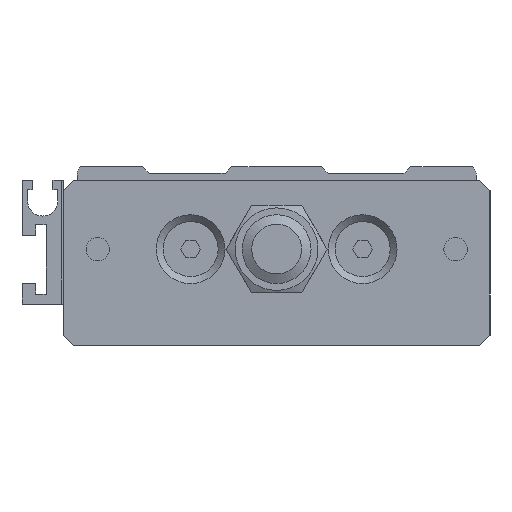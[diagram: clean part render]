
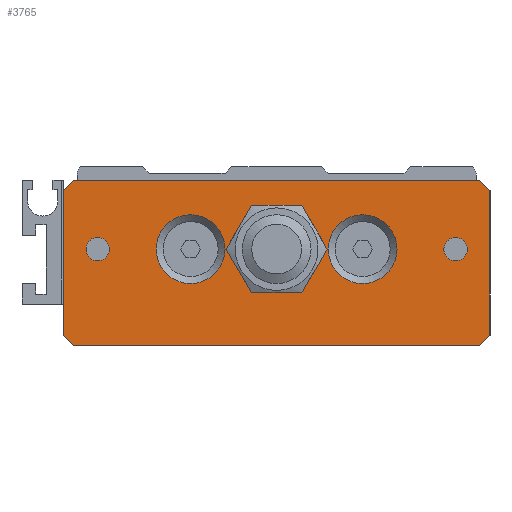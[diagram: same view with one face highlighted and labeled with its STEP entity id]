
A CAD part, left-side view. The second image highlights one B-rep face of the part: STEP entity #3765.
In plain terms, the highlighted planar face has unit normal (-1, 0, 0).
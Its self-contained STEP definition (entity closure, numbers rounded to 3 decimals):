
#2582=CARTESIAN_POINT('',(-12.,-12.5,-7.));
#2583=VERTEX_POINT('Vertex109',#2582);
#2584=CARTESIAN_POINT('',(-12.,-12.5,-17.));
#2585=VERTEX_POINT('Vertex108',#2584);
#2586=CARTESIAN_POINT('',(-12.,-12.5,-12.));
#2587=DIRECTION('',(1.,0.,0.));
#2588=DIRECTION('',(0.,0.,1.));
#2589=AXIS2_PLACEMENT_3D('',#2586,#2587,#2588);
#2590=CIRCLE('nurbsCrv122',#2589,5.);
#2591=EDGE_CURVE('Edge122',#2583,#2585,#2590,.T.);
#2593=CARTESIAN_POINT('',(-12.,-12.5,-12.));
#2594=DIRECTION('',(1.,0.,0.));
#2595=DIRECTION('',(0.,0.,-1.));
#2596=AXIS2_PLACEMENT_3D('',#2593,#2594,#2595);
#2597=CIRCLE('nurbsCrv123',#2596,5.);
#2598=EDGE_CURVE('Edge123',#2585,#2583,#2597,.T.);
#2688=CARTESIAN_POINT('',(-12.,12.5,-7.));
#2689=VERTEX_POINT('Vertex118',#2688);
#2690=CARTESIAN_POINT('',(-12.,12.5,-17.));
#2691=VERTEX_POINT('Vertex117',#2690);
#2692=CARTESIAN_POINT('',(-12.,12.5,-12.));
#2693=DIRECTION('',(1.,0.,0.));
#2694=DIRECTION('',(0.,0.,1.));
#2695=AXIS2_PLACEMENT_3D('',#2692,#2693,#2694);
#2696=CIRCLE('nurbsCrv131',#2695,5.);
#2697=EDGE_CURVE('Edge131',#2689,#2691,#2696,.T.);
#2699=CARTESIAN_POINT('',(-12.,12.5,-12.));
#2700=DIRECTION('',(1.,0.,0.));
#2701=DIRECTION('',(0.,0.,-1.));
#2702=AXIS2_PLACEMENT_3D('',#2699,#2700,#2701);
#2703=CIRCLE('nurbsCrv132',#2702,5.);
#2704=EDGE_CURVE('Edge132',#2691,#2689,#2703,.T.);
#3596=CARTESIAN_POINT('',(-12.,-31.,-3.5));
#3597=VERTEX_POINT('Vertex169',#3596);
#3598=CARTESIAN_POINT('',(-12.,-31.,-24.5
));
#3599=VERTEX_POINT('Vertex168',#3598);
#3600=CARTESIAN_POINT('',(-12.,-31.,-14.
));
#3601=DIRECTION('',(0.,0.,-1.));
#3602=VECTOR('',#3601,1.);
#3603=LINE('nurbsCrv206',#3600,#3602);
#3604=EDGE_CURVE('Edge206',#3597,#3599,#3603,.T.);
#3605=ORIENTED_EDGE('Edgeuse390',*,*,#3604,.F.);
#3606=CARTESIAN_POINT('',(-12.,-29.5,-2.));
#3607=VERTEX_POINT('Vertex170',#3606);
#3608=CARTESIAN_POINT('',(-12.,-30.25,-2.75));
#3609=DIRECTION('',(0.,-0.707,-0.707));
#3610=VECTOR('',#3609,1.);
#3611=LINE('nurbsCrv207',#3608,#3610);
#3612=EDGE_CURVE('Edge207',#3607,#3597,#3611,.T.);
#3613=ORIENTED_EDGE('Edgeuse391',*,*,#3612,.F.);
#3614=CARTESIAN_POINT('',(-12.,29.5,-2.));
#3615=VERTEX_POINT('Vertex171',#3614);
#3616=CARTESIAN_POINT('',(-12.,0.,-2.));
#3617=DIRECTION('',(0.,-1.,0.));
#3618=VECTOR('',#3617,1.);
#3619=LINE('nurbsCrv208',#3616,#3618);
#3620=EDGE_CURVE('Edge208',#3615,#3607,#3619,.T.);
#3621=ORIENTED_EDGE('Edgeuse392',*,*,#3620,.F.);
#3622=CARTESIAN_POINT('',(-12.,31.,-3.5));
#3623=VERTEX_POINT('Vertex172',#3622);
#3624=CARTESIAN_POINT('',(-12.,30.25,-2.75));
#3625=DIRECTION('',(0.,-0.707,0.707));
#3626=VECTOR('',#3625,1.);
#3627=LINE('nurbsCrv209',#3624,#3626);
#3628=EDGE_CURVE('Edge209',#3623,#3615,#3627,.T.);
#3629=ORIENTED_EDGE('Edgeuse393',*,*,#3628,.F.);
#3630=CARTESIAN_POINT('',(-12.,31.,-24.5));
#3631=VERTEX_POINT('Vertex173',#3630);
#3632=CARTESIAN_POINT('',(-12.,31.,-14.));
#3633=DIRECTION('',(0.,0.,1.));
#3634=VECTOR('',#3633,1.);
#3635=LINE('nurbsCrv210',#3632,#3634);
#3636=EDGE_CURVE('Edge210',#3631,#3623,#3635,.T.);
#3637=ORIENTED_EDGE('Edgeuse394',*,*,#3636,.F.);
#3638=CARTESIAN_POINT('',(-12.,29.5,-26.));
#3639=VERTEX_POINT('Vertex174',#3638);
#3640=CARTESIAN_POINT('',(-12.,30.25,-25.25));
#3641=DIRECTION('',(0.,0.707,0.707));
#3642=VECTOR('',#3641,1.);
#3643=LINE('nurbsCrv211',#3640,#3642);
#3644=EDGE_CURVE('Edge211',#3639,#3631,#3643,.T.);
#3645=ORIENTED_EDGE('Edgeuse395',*,*,#3644,.F.);
#3646=CARTESIAN_POINT('',(-12.,-29.5,-26.
));
#3647=VERTEX_POINT('Vertex175',#3646);
#3648=CARTESIAN_POINT('',(-12.,0.,
-26.));
#3649=DIRECTION('',(0.,1.,0.));
#3650=VECTOR('',#3649,1.);
#3651=LINE('nurbsCrv212',#3648,#3650);
#3652=EDGE_CURVE('Edge212',#3647,#3639,#3651,.T.);
#3653=ORIENTED_EDGE('Edgeuse396',*,*,#3652,.F.);
#3654=CARTESIAN_POINT('',(-12.,-30.25,-25.25
));
#3655=DIRECTION('',(0.,0.707,-0.707));
#3656=VECTOR('',#3655,1.);
#3657=LINE('nurbsCrv213',#3654,#3656);
#3658=EDGE_CURVE('Edge213',#3599,#3647,#3657,.T.);
#3659=ORIENTED_EDGE('Edgeuse397',*,*,#3658,.F.);
#3660=EDGE_LOOP('',(#3605,#3613,#3621,#3629,#3637,#3645,#3653,#3659));
#3661=FACE_OUTER_BOUND('',#3660,.T.);
#3662=CARTESIAN_POINT('',(-12.,-3.666,-5.65));
#3663=VERTEX_POINT('Vertex177',#3662);
#3664=CARTESIAN_POINT('',(-12.,-7.332,-12.));
#3665=VERTEX_POINT('Vertex176',#3664);
#3666=CARTESIAN_POINT('',(-12.,-5.499,-8.825));
#3667=DIRECTION('',(0.,-0.5,-0.866));
#3668=VECTOR('',#3667,1.);
#3669=LINE('nurbsCrv214',#3666,#3668);
#3670=EDGE_CURVE('Edge214',#3663,#3665,#3669,.T.);
#3671=ORIENTED_EDGE('Edgeuse398',*,*,#3670,.T.);
#3672=CARTESIAN_POINT('',(-12.,-3.666,-18.35));
#3673=VERTEX_POINT('Vertex178',#3672);
#3674=CARTESIAN_POINT('',(-12.,-5.499,-15.175));
#3675=DIRECTION('',(0.,0.5,-0.866));
#3676=VECTOR('',#3675,1.);
#3677=LINE('nurbsCrv215',#3674,#3676);
#3678=EDGE_CURVE('Edge215',#3665,#3673,#3677,.T.);
#3679=ORIENTED_EDGE('Edgeuse399',*,*,#3678,.T.);
#3680=CARTESIAN_POINT('',(-12.,3.666,-18.35));
#3681=VERTEX_POINT('Vertex179',#3680);
#3682=CARTESIAN_POINT('',(-12.,0.,-18.35));
#3683=DIRECTION('',(0.,1.,0.));
#3684=VECTOR('',#3683,1.);
#3685=LINE('nurbsCrv216',#3682,#3684);
#3686=EDGE_CURVE('Edge216',#3673,#3681,#3685,.T.);
#3687=ORIENTED_EDGE('Edgeuse400',*,*,#3686,.T.);
#3688=CARTESIAN_POINT('',(-12.,7.332,-12.));
#3689=VERTEX_POINT('Vertex180',#3688);
#3690=CARTESIAN_POINT('',(-12.,5.499,-15.175));
#3691=DIRECTION('',(0.,0.5,0.866));
#3692=VECTOR('',#3691,1.);
#3693=LINE('nurbsCrv217',#3690,#3692);
#3694=EDGE_CURVE('Edge217',#3681,#3689,#3693,.T.);
#3695=ORIENTED_EDGE('Edgeuse401',*,*,#3694,.T.);
#3696=CARTESIAN_POINT('',(-12.,3.666,-5.65));
#3697=VERTEX_POINT('Vertex181',#3696);
#3698=CARTESIAN_POINT('',(-12.,5.499,-8.825));
#3699=DIRECTION('',(0.,-0.5,0.866));
#3700=VECTOR('',#3699,1.);
#3701=LINE('nurbsCrv218',#3698,#3700);
#3702=EDGE_CURVE('Edge218',#3689,#3697,#3701,.T.);
#3703=ORIENTED_EDGE('Edgeuse402',*,*,#3702,.T.);
#3704=CARTESIAN_POINT('',(-12.,0.,-5.65));
#3705=DIRECTION('',(0.,-1.,0.));
#3706=VECTOR('',#3705,1.);
#3707=LINE('nurbsCrv219',#3704,#3706);
#3708=EDGE_CURVE('Edge219',#3697,#3663,#3707,.T.);
#3709=ORIENTED_EDGE('Edgeuse403',*,*,#3708,.T.);
#3710=EDGE_LOOP('',(#3671,#3679,#3687,#3695,#3703,#3709));
#3711=FACE_BOUND('',#3710,.T.);
#3712=ORIENTED_EDGE('Edgeuse404',*,*,#2598,.T.);
#3713=ORIENTED_EDGE('Edgeuse405',*,*,#2591,.T.);
#3714=EDGE_LOOP('',(#3712,#3713));
#3715=FACE_BOUND('',#3714,.T.);
#3716=ORIENTED_EDGE('Edgeuse406',*,*,#2704,.T.);
#3717=ORIENTED_EDGE('Edgeuse407',*,*,#2697,.T.);
#3718=EDGE_LOOP('',(#3716,#3717));
#3719=FACE_BOUND('',#3718,.T.);
#3720=CARTESIAN_POINT('',(-12.,26.,-13.7)
);
#3721=VERTEX_POINT('Vertex166',#3720);
#3722=CARTESIAN_POINT('',(-12.,26.,-10.3));
#3723=VERTEX_POINT('Vertex348',#3722);
#3724=CARTESIAN_POINT('',(-12.,26.,-12.));
#3725=DIRECTION('',(1.,0.,0.));
#3726=DIRECTION('',(0.,0.,-1.));
#3727=AXIS2_PLACEMENT_3D('',#3724,#3725,#3726);
#3728=CIRCLE('nurbsCrv1527',#3727,1.7);
#3729=EDGE_CURVE('Edge539',#3721,#3723,#3728,.T.);
#3730=ORIENTED_EDGE('Edgeuse1079',*,*,#3729,.T.);
#3731=CARTESIAN_POINT('',(-12.,26.,-12.));
#3732=DIRECTION('',(1.,0.,0.));
#3733=DIRECTION('',(0.,0.,1.));
#3734=AXIS2_PLACEMENT_3D('',#3731,#3732,#3733);
#3735=CIRCLE('nurbsCrv1528',#3734,1.7);
#3736=EDGE_CURVE('Edge540',#3723,#3721,#3735,.T.);
#3737=ORIENTED_EDGE('Edgeuse1081',*,*,#3736,.T.);
#3738=EDGE_LOOP('',(#3730,#3737));
#3739=FACE_BOUND('',#3738,.T.);
#3740=CARTESIAN_POINT('',(-12.,-26.,-13.7
));
#3741=VERTEX_POINT('Vertex167',#3740);
#3742=CARTESIAN_POINT('',(-12.,-26.,-10.3));
#3743=VERTEX_POINT('Vertex350',#3742);
#3744=CARTESIAN_POINT('',(-12.,-26.,-12.));
#3745=DIRECTION('',(1.,0.,0.));
#3746=DIRECTION('',(0.,0.,-1.));
#3747=AXIS2_PLACEMENT_3D('',#3744,#3745,#3746);
#3748=CIRCLE('nurbsCrv1542',#3747,1.7);
#3749=EDGE_CURVE('Edge544',#3741,#3743,#3748,.T.);
#3750=ORIENTED_EDGE('Edgeuse1089',*,*,#3749,.T.);
#3751=CARTESIAN_POINT('',(-12.,-26.,-12.));
#3752=DIRECTION('',(1.,0.,0.));
#3753=DIRECTION('',(0.,0.,1.));
#3754=AXIS2_PLACEMENT_3D('',#3751,#3752,#3753);
#3755=CIRCLE('nurbsCrv1543',#3754,1.7);
#3756=EDGE_CURVE('Edge545',#3743,#3741,#3755,.T.);
#3757=ORIENTED_EDGE('Edgeuse1091',*,*,#3756,.T.);
#3758=EDGE_LOOP('',(#3750,#3757));
#3759=FACE_BOUND('',#3758,.T.);
#3760=CARTESIAN_POINT('',(-12.,0.,
-14.));
#3761=DIRECTION('',(-1.,0.,0.));
#3762=DIRECTION('',(0.,0.,1.));
#3763=AXIS2_PLACEMENT_3D('',#3760,#3761,#3762);
#3764=PLANE('nurbsSrf109',#3763);
#3765=ADVANCED_FACE('Face109',(#3661,#3711,#3715,#3719,#3739,#3759),#3764,.T.);
